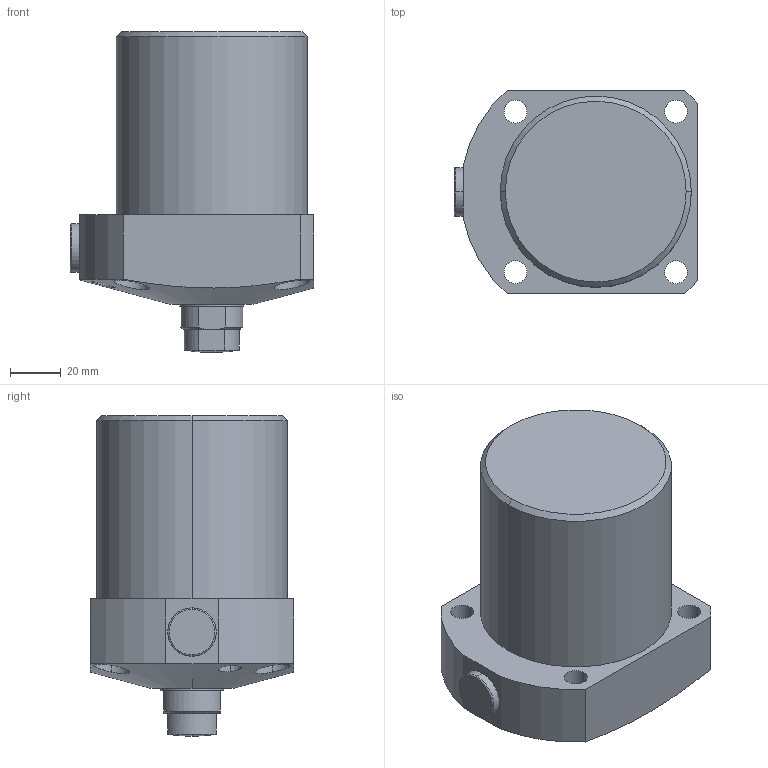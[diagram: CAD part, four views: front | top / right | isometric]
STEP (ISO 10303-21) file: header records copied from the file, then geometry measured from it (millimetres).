
FILE_DESCRIPTION (( 'STEP AP203' ), '1' );
FILE_NAME ('HSF-075BL-S.STEP', '2019-10-11T11:47:24', ( '微软用户' ), ( '微软中国' ), 'SwSTEP 2.0', 'SolidWorks 2012', '' );
FILE_SCHEMA (( 'CONFIG_CONTROL_DESIGN' ));
Length unit declared in the file: millimetre
Products named in the file (5): HSF-075AL-S掛极; HSF-075BL活塞杆; HSF-075BL埴芛蹟邡; HSF-075油塞; HSF-075BL-S
Assembly tree (4 placements, depth 2):
  HSF-075BL-S
    HSF-075AL-S掛极
    HSF-075BL活塞杆
    HSF-075BL埴芛蹟邡
    HSF-075油塞
Bounding box: 95.5 x 80 x 126 mm (x, y, z)
Volume: 526525 mm3; surface area: 51222.9 mm2
Topology: 4 solids, 4 shells, 92 faces, 206 edges, 129 vertices
Faces by surface type: cylinder 43, plane 27, cone 18, sphere 2, torus 2
Entity records: 3525 total; most frequent: CARTESIAN_POINT 911, DIRECTION 481, ORIENTED_EDGE 400, AXIS2_PLACEMENT_3D 202, EDGE_CURVE 200, VERTEX_POINT 129, EDGE_LOOP 113, CIRCLE 103
